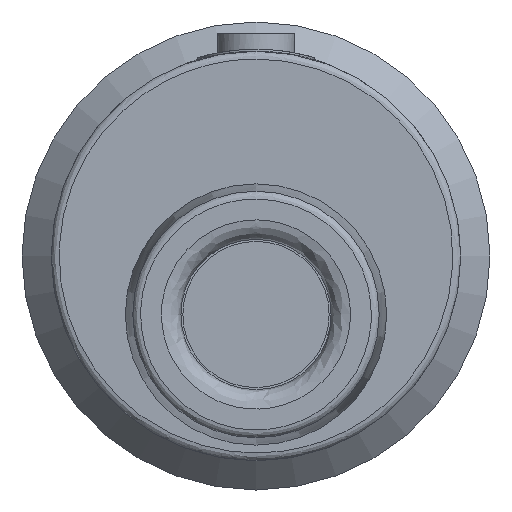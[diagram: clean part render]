
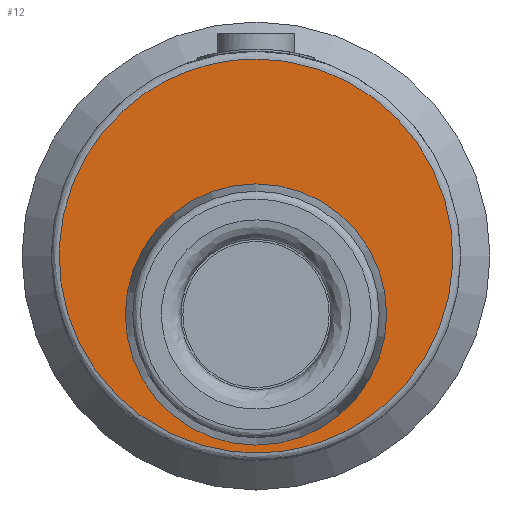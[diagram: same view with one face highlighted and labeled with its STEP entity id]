
A CAD part, left-side view. The second image highlights one B-rep face of the part: STEP entity #12.
In plain terms, the highlighted face is planar.
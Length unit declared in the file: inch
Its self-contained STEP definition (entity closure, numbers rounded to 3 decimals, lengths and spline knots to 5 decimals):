
#10 = CARTESIAN_POINT ( 'NONE',  ( 0., 0., 0.19882 ) ) ;
#12 = ADVANCED_FACE ( 'NONE', ( #79, #409 ), #267, .F. ) ;
#53 = CIRCLE ( 'NONE', #230, 0.13189 ) ;
#75 = EDGE_LOOP ( 'NONE', ( #964 ) ) ;
#79 = FACE_BOUND ( 'NONE', #75, .T. ) ;
#80 = EDGE_CURVE ( 'NONE', #266, #266, #53, .T. ) ;
#152 = CARTESIAN_POINT ( 'NONE',  ( 0.39764, 0., 0.19882 ) ) ;
#177 = CARTESIAN_POINT ( 'NONE',  ( 0., 0., 0. ) ) ;
#183 = DIRECTION ( 'NONE',  ( 0., -1., 0. ) ) ;
#217 = CARTESIAN_POINT ( 'NONE',  ( 0., 0., 0.07283 ) ) ;
#230 = AXIS2_PLACEMENT_3D ( 'NONE', #720, #183, #262 ) ;
#239 = CARTESIAN_POINT ( 'NONE',  ( -0.39764, 0., -0.19882 ) ) ;
#262 = DIRECTION ( 'NONE',  ( 0., 0., 1. ) ) ;
#266 = VERTEX_POINT ( 'NONE', #217 ) ;
#267 = PLANE ( 'NONE',  #397 ) ;
#285 = CARTESIAN_POINT ( 'NONE',  ( 0., 0., 0.19882 ) ) ;
#301 = ORIENTED_EDGE ( 'NONE', *, *, #360, .F. ) ;
#335 = DIRECTION ( 'NONE',  ( 0., 0., 1. ) ) ;
#360 = EDGE_CURVE ( 'NONE', #894, #894, #911, .T. ) ;
#397 = AXIS2_PLACEMENT_3D ( 'NONE', #177, #483, #335 ) ;
#409 = FACE_OUTER_BOUND ( 'NONE', #575, .T. ) ;
#454 = CARTESIAN_POINT ( 'NONE',  ( 0., 0., -0.19882 ) ) ;
#460 = CARTESIAN_POINT ( 'NONE',  ( -0.39764, 0., 0.19882 ) ) ;
#483 = DIRECTION ( 'NONE',  ( 0., 1., 0. ) ) ;
#575 = EDGE_LOOP ( 'NONE', ( #301 ) ) ;
#720 = CARTESIAN_POINT ( 'NONE',  ( 0., 0., -0.05906 ) ) ;
#894 = VERTEX_POINT ( 'NONE', #285 ) ;
#911 =( BOUNDED_CURVE ( )  B_SPLINE_CURVE ( 3, ( #10, #152, #935, #454, #239, #460, #916 ),
 .UNSPECIFIED., .T., .F. ) 
 B_SPLINE_CURVE_WITH_KNOTS ( ( 4, 3, 4 ),
 ( 0., 0.5, 1. ),
 .UNSPECIFIED. ) 
 CURVE ( )  GEOMETRIC_REPRESENTATION_ITEM ( )  RATIONAL_B_SPLINE_CURVE ( ( 1., 0.333, 0.333, 1., 0.333, 0.333, 1. ) ) 
 REPRESENTATION_ITEM ( '' )  );
#916 = CARTESIAN_POINT ( 'NONE',  ( 0., 0., 0.19882 ) ) ;
#935 = CARTESIAN_POINT ( 'NONE',  ( 0.39764, 0., -0.19882 ) ) ;
#964 = ORIENTED_EDGE ( 'NONE', *, *, #80, .F. ) ;
